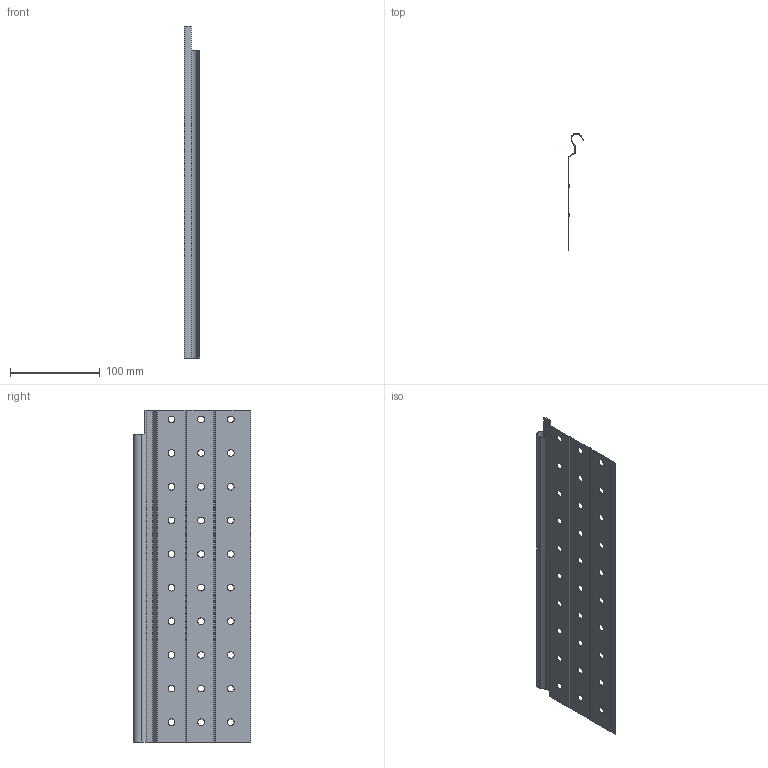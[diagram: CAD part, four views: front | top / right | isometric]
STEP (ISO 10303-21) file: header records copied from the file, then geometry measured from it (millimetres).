
FILE_DESCRIPTION (( 'STEP AP214' ), '1' );
FILE_NAME ('F000395,F000401-RIGHT_3D.step', '2022-10-10T14:01:10', ( '' ), ( '' ), 'SwSTEP 2.0', 'SolidWorks 2020', '' );
FILE_SCHEMA (( 'AUTOMOTIVE_DESIGN' ));
Length unit declared in the file: millimetre
Products named in the file (1): F000395,F000401-RIGHT_3D
Bounding box: 17 x 130.4 x 370 mm (x, y, z)
Volume: 26983.8 mm3; surface area: 108841.2 mm2
Topology: 1 solids, 1 shells, 90 faces, 264 edges, 176 vertices
Faces by surface type: cylinder 70, plane 20
Entity records: 3222 total; most frequent: DIRECTION 586, CARTESIAN_POINT 531, ORIENTED_EDGE 528, EDGE_CURVE 264, AXIS2_PLACEMENT_3D 231, VERTEX_POINT 176, EDGE_LOOP 150, CIRCLE 140
